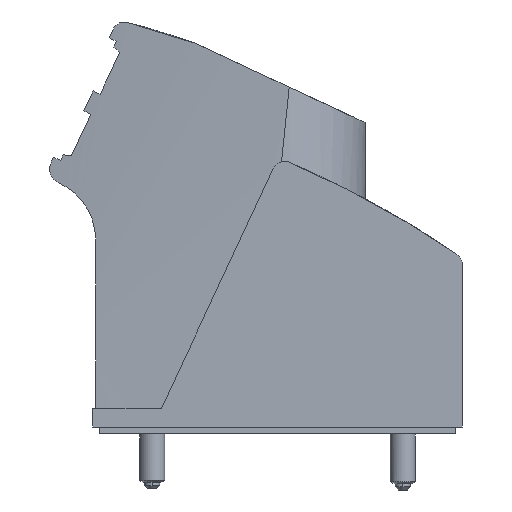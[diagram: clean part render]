
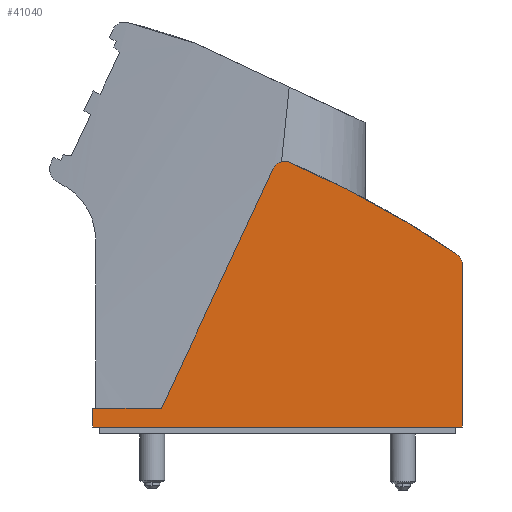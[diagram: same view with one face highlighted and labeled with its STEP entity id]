
A CAD part, left-side view. The second image highlights one B-rep face of the part: STEP entity #41040.
In plain terms, the highlighted face is planar.
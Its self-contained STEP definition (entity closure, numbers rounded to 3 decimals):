
#7430=CARTESIAN_POINT('',(-876.691,121.75,
-995.517));
#7440=VERTEX_POINT('',#7430);
#9810=CARTESIAN_POINT('',(-903.367,121.75,
-980.88));
#9820=VERTEX_POINT('',#9810);
#9850=CARTESIAN_POINT('',(-810.999,121.75,
-844.158));
#9860=DIRECTION('',(0.,-1.,0.));
#9870=DIRECTION('',(-1.,0.,0.));
#9880=AXIS2_PLACEMENT_3D('',#9850,#9860,#9870);
#9890=CIRCLE('',#9880,165.);
#9900=EDGE_CURVE('',#9820,#7440,#9890,.T.);
#11900=CARTESIAN_POINT('',(-904.247,121.75,
-979.223));
#11910=VERTEX_POINT('',#11900);
#11940=CARTESIAN_POINT('',(-902.247,121.75,
-979.223));
#11950=DIRECTION('',(0.,-1.,0.));
#11960=DIRECTION('',(-1.,0.,0.));
#11970=AXIS2_PLACEMENT_3D('',#11940,#11950,#11960);
#11980=CIRCLE('',#11970,2.);
#11990=EDGE_CURVE('',#11910,#9820,#11980,.T.);
#37370=CARTESIAN_POINT('',(-874.082,121.75,
-994.527));
#37380=VERTEX_POINT('',#37370);
#37440=CARTESIAN_POINT('',(-875.894,121.75,
-993.682));
#37450=DIRECTION('',(0.,-1.,0.));
#37460=DIRECTION('',(-1.,0.,0.));
#37470=AXIS2_PLACEMENT_3D('',#37440,#37450,#37460);
#37480=CIRCLE('',#37470,2.);
#37490=EDGE_CURVE('',#7440,#37380,#37480,.T.);
#40560=CARTESIAN_POINT('',(-866.032,121.75,
-972.885));
#40570=DIRECTION('',(0.,1.,-0.));
#40580=DIRECTION('',(-1.,0.,0.));
#40590=AXIS2_PLACEMENT_3D('',#40560,#40570,#40580);
#40600=PLANE('',#40590);
#40610=ORIENTED_EDGE('',*,*,#9900,.T.);
#40620=ORIENTED_EDGE('',*,*,#11990,.T.);
#40630=CARTESIAN_POINT('',(-904.247,121.75,
54.114));
#40640=DIRECTION('',(0.,0.,1.));
#40650=VECTOR('',#40640,1.);
#40660=LINE('',#40630,#40650);
#40670=CARTESIAN_POINT('',(-904.247,121.75,
-953.282));
#40680=VERTEX_POINT('',#40670);
#40690=EDGE_CURVE('',#11910,#40680,#40660,.T.);
#40700=ORIENTED_EDGE('',*,*,#40690,.F.);
#40710=CARTESIAN_POINT('',(-262.742,121.75,
-953.282));
#40720=DIRECTION('',(1.,0.,0.));
#40730=VECTOR('',#40720,1.);
#40740=LINE('',#40710,#40730);
#40750=CARTESIAN_POINT('',(-845.247,121.75,
-953.282));
#40760=VERTEX_POINT('',#40750);
#40770=EDGE_CURVE('',#40680,#40760,#40740,.T.);
#40780=ORIENTED_EDGE('',*,*,#40770,.F.);
#40790=CARTESIAN_POINT('',(-845.247,121.75,
54.114));
#40800=DIRECTION('',(0.,0.,1.));
#40810=VECTOR('',#40800,1.);
#40820=LINE('',#40790,#40810);
#40830=CARTESIAN_POINT('',(-845.247,121.75,
-956.282));
#40840=VERTEX_POINT('',#40830);
#40850=EDGE_CURVE('',#40840,#40760,#40820,.T.);
#40860=ORIENTED_EDGE('',*,*,#40850,.T.);
#40870=CARTESIAN_POINT('',(-262.742,121.75,
-956.282));
#40880=DIRECTION('',(-1.,0.,0.));
#40890=VECTOR('',#40880,1.);
#40900=LINE('',#40870,#40890);
#40910=CARTESIAN_POINT('',(-856.247,121.75,
-956.282));
#40920=VERTEX_POINT('',#40910);
#40930=EDGE_CURVE('',#40840,#40920,#40900,.T.);
#40940=ORIENTED_EDGE('',*,*,#40930,.F.);
#40950=CARTESIAN_POINT('',(-385.092,121.75,
54.114));
#40960=DIRECTION('',(-0.423,0.,-0.906));
#40970=VECTOR('',#40960,1.);
#40980=LINE('',#40950,#40970);
#40990=EDGE_CURVE('',#40920,#37380,#40980,.T.);
#41000=ORIENTED_EDGE('',*,*,#40990,.F.);
#41010=ORIENTED_EDGE('',*,*,#37490,.T.);
#41020=EDGE_LOOP('',(#41010,#41000,#40940,#40860,#40780,#40700,#40620,
#40610));
#41030=FACE_OUTER_BOUND('',#41020,.T.);
#41040=ADVANCED_FACE('',(#41030),#40600,.F.);
